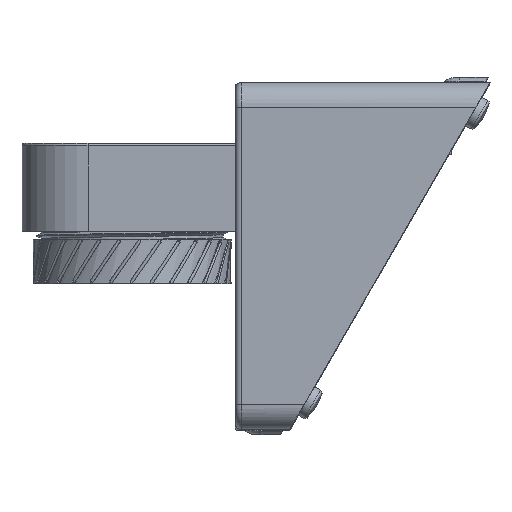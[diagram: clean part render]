
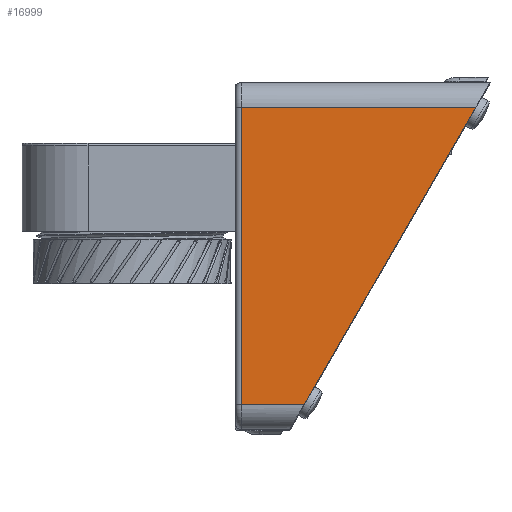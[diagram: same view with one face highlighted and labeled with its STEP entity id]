
A CAD part, front view. The second image highlights one B-rep face of the part: STEP entity #16999.
In plain terms, the highlighted planar face has unit normal (0, -1, 0).
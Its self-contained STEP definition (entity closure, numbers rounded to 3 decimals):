
#961=PLANE('',#18679);
#1670=FACE_OUTER_BOUND('',#2700,.T.);
#2700=EDGE_LOOP('',(#13870,#13871,#13872,#13873));
#5196=LINE('',#39246,#6252);
#5207=LINE('',#39282,#6263);
#5212=LINE('',#39311,#6268);
#5214=LINE('',#39314,#6270);
#6252=VECTOR('',#22118,10.);
#6263=VECTOR('',#22163,10.);
#6268=VECTOR('',#22200,10.);
#6270=VECTOR('',#22204,10.);
#7585=VERTEX_POINT('',#39243);
#7586=VERTEX_POINT('',#39245);
#7591=VERTEX_POINT('',#39272);
#7593=VERTEX_POINT('',#39278);
#9787=EDGE_CURVE('',#7585,#7586,#5196,.F.);
#9807=EDGE_CURVE('',#7591,#7593,#5207,.T.);
#9822=EDGE_CURVE('',#7593,#7585,#5212,.T.);
#9824=EDGE_CURVE('',#7586,#7591,#5214,.T.);
#13870=ORIENTED_EDGE('',*,*,#9807,.F.);
#13871=ORIENTED_EDGE('',*,*,#9824,.F.);
#13872=ORIENTED_EDGE('',*,*,#9787,.F.);
#13873=ORIENTED_EDGE('',*,*,#9822,.F.);
#16999=ADVANCED_FACE('',(#1670),#961,.T.);
#18679=AXIS2_PLACEMENT_3D('',#39313,#22202,#22203);
#22118=DIRECTION('',(0.5,0.,0.866));
#22163=DIRECTION('',(0.,0.,1.));
#22200=DIRECTION('',(1.,0.,0.));
#22202=DIRECTION('center_axis',(0.,-1.,0.));
#22203=DIRECTION('ref_axis',(0.,0.,1.));
#22204=DIRECTION('',(-1.,0.,0.));
#39243=CARTESIAN_POINT('',(76.64,-80.,12.5));
#39245=CARTESIAN_POINT('',(45.463,-80.,-41.5));
#39246=CARTESIAN_POINT('',(64.558,-80.,-8.426));
#39272=CARTESIAN_POINT('',(34.,-80.,-41.5));
#39278=CARTESIAN_POINT('',(34.,-80.,12.5));
#39282=CARTESIAN_POINT('',(34.,-80.,-7.5));
#39311=CARTESIAN_POINT('',(61.,-80.,12.5));
#39313=CARTESIAN_POINT('Origin',(61.,-80.,-13.));
#39314=CARTESIAN_POINT('',(54.,-80.,-41.5));
